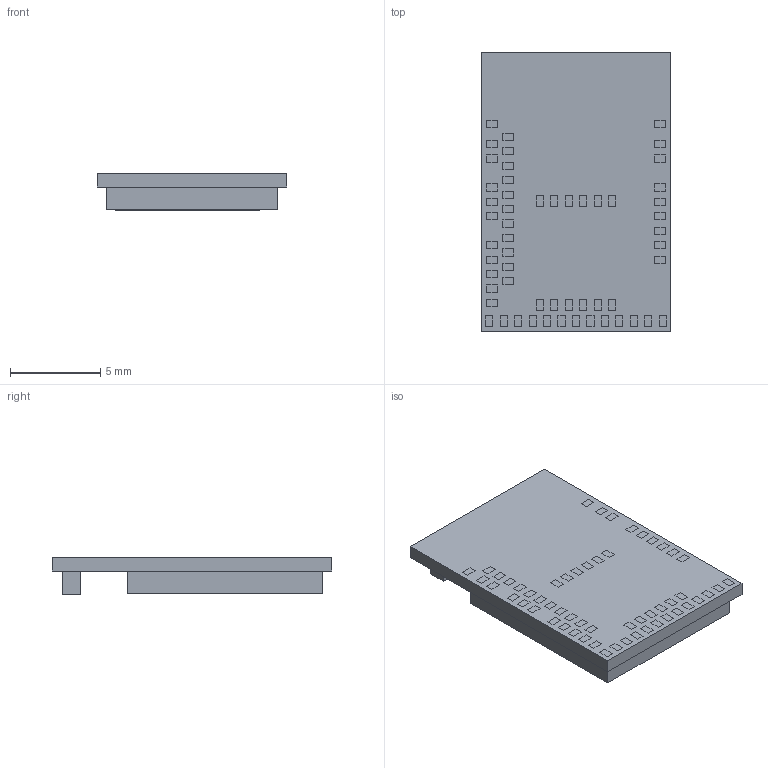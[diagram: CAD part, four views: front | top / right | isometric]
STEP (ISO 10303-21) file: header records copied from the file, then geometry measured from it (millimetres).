
FILE_DESCRIPTION (( 'STEP AP214' ), '1' );
FILE_NAME ('MDBT50Q-1MV2.STEP', '2021-08-31T05:32:38', ( '' ), ( '' ), 'SwSTEP 2.0', 'SolidWorks 2018', '' );
FILE_SCHEMA (( 'AUTOMOTIVE_DESIGN' ));
Length unit declared in the file: millimetre
Products named in the file (2): MDBT50Q-1MV2
Bounding box: 10.5 x 15.5 x 2.05 mm (x, y, z)
Volume: 260.7 mm3; surface area: 827.9 mm2
Topology: 59 solids, 59 shells, 578 faces, 1380 edges, 920 vertices
Faces by surface type: plane 578
Entity records: 21053 total; most frequent: CARTESIAN_POINT 2880, ORIENTED_EDGE 2760, DIRECTION 2540, LINE 1380, VECTOR 1380, EDGE_CURVE 1380, VERTEX_POINT 920, EDGE_LOOP 690
